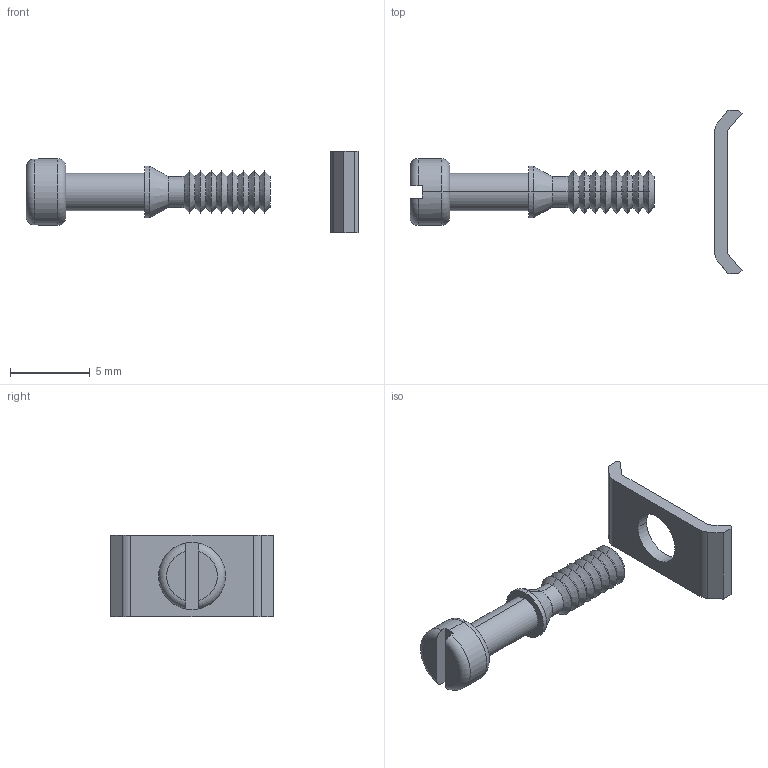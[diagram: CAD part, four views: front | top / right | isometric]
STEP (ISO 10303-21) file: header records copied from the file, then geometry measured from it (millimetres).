
FILE_DESCRIPTION (( 'STEP AP203' ), '1' );
FILE_NAME ('TS-CSM.STEP', '2010-06-08T13:50:54', ( 'x' ), ( 'Microsoft' ), 'SwSTEP 2.0', 'SolidWorks 2010', '' );
FILE_SCHEMA (( 'CONFIG_CONTROL_DESIGN' ));
Length unit declared in the file: inch
Products named in the file (3): TS-CSM; 1AJ02-030; 1AJ09-026
Assembly tree (2 placements, depth 2):
  TS-CSM
    1AJ09-026
    1AJ02-030
Bounding box: 20.8 x 10.21 x 5.08 mm (x, y, z)
Volume: 122.5 mm3; surface area: 300.1 mm2
Topology: 2 solids, 2 shells, 73 faces, 160 edges, 94 vertices
Faces by surface type: cone 34, plane 21, cylinder 14, torus 4
Entity records: 2307 total; most frequent: DIRECTION 382, CARTESIAN_POINT 352, ORIENTED_EDGE 320, EDGE_CURVE 160, AXIS2_PLACEMENT_3D 148, VERTEX_POINT 94, VECTOR 86, LINE 86
